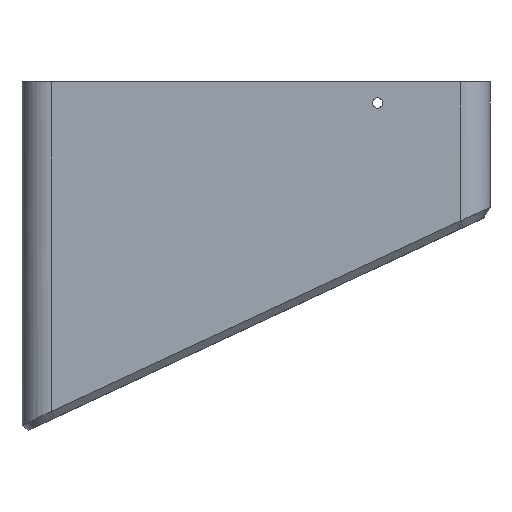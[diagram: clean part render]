
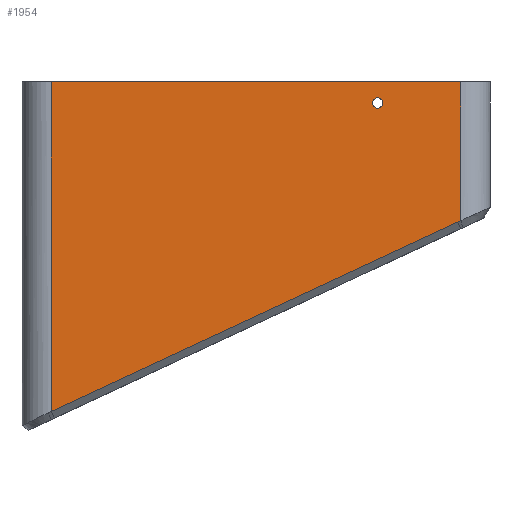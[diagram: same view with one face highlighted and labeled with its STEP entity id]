
A CAD part, left-side view. The second image highlights one B-rep face of the part: STEP entity #1954.
In plain terms, the highlighted planar face has unit normal (-1, 0, 0).
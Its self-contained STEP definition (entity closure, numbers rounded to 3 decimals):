
#75=FACE_BOUND('',#380,.T.);
#118=CIRCLE('',#2060,0.7);
#258=FACE_OUTER_BOUND('',#379,.T.);
#379=EDGE_LOOP('',(#1795,#1796,#1797,#1798,#1799));
#380=EDGE_LOOP('',(#1800));
#432=LINE('',#3125,#597);
#447=LINE('',#3210,#612);
#489=LINE('',#3390,#654);
#556=LINE('',#3690,#721);
#597=VECTOR('',#2243,10.);
#612=VECTOR('',#2278,10.);
#654=VECTOR('',#2402,10.);
#721=VECTOR('',#2653,10.);
#741=B_SPLINE_CURVE_WITH_KNOTS('',3,(#3142,#3143,#3144,#3145),
 .UNSPECIFIED.,.F.,.F.,(4,4),(1.465,1.571),
 .UNSPECIFIED.);
#815=VERTEX_POINT('',#3092);
#816=VERTEX_POINT('',#3121);
#817=VERTEX_POINT('',#3123);
#837=VERTEX_POINT('',#3209);
#874=VERTEX_POINT('',#3388);
#881=VERTEX_POINT('',#3413);
#1022=EDGE_CURVE('',#817,#816,#432,.T.);
#1023=EDGE_CURVE('',#815,#817,#741,.T.);
#1046=EDGE_CURVE('',#816,#837,#447,.T.);
#1110=EDGE_CURVE('',#815,#874,#489,.T.);
#1121=EDGE_CURVE('',#881,#881,#118,.T.);
#1230=EDGE_CURVE('',#837,#874,#556,.T.);
#1795=ORIENTED_EDGE('',*,*,#1023,.F.);
#1796=ORIENTED_EDGE('',*,*,#1110,.T.);
#1797=ORIENTED_EDGE('',*,*,#1230,.F.);
#1798=ORIENTED_EDGE('',*,*,#1046,.F.);
#1799=ORIENTED_EDGE('',*,*,#1022,.F.);
#1800=ORIENTED_EDGE('',*,*,#1121,.T.);
#1851=PLANE('',#2142);
#1954=ADVANCED_FACE('',(#258,#75),#1851,.T.);
#2060=AXIS2_PLACEMENT_3D('',#3414,#2430,#2431);
#2142=AXIS2_PLACEMENT_3D('',#3692,#2656,#2657);
#2243=DIRECTION('',(0.,0.906,-0.423));
#2278=DIRECTION('',(0.,0.,1.));
#2402=DIRECTION('',(0.,0.,1.));
#2430=DIRECTION('center_axis',(1.,0.,0.));
#2431=DIRECTION('ref_axis',(0.,-1.,0.));
#2653=DIRECTION('',(0.,-1.,0.));
#2656=DIRECTION('center_axis',(-1.,0.,0.));
#2657=DIRECTION('ref_axis',(0.,-1.,0.));
#3092=CARTESIAN_POINT('',(-53.72,4.,-18.897));
#3121=CARTESIAN_POINT('',(-53.72,59.75,-44.893));
#3123=CARTESIAN_POINT('',(-53.72,4.423,-19.094));
#3125=CARTESIAN_POINT('',(-53.72,57.194,-43.701));
#3142=CARTESIAN_POINT('Ctrl Pts',(-53.72,4.,-18.897));
#3143=CARTESIAN_POINT('Ctrl Pts',(-53.72,4.142,-18.963));
#3144=CARTESIAN_POINT('Ctrl Pts',(-53.72,4.282,-19.028));
#3145=CARTESIAN_POINT('Ctrl Pts',(-53.72,4.423,-19.094));
#3209=CARTESIAN_POINT('',(-53.72,59.75,0.));
#3210=CARTESIAN_POINT('',(-53.72,59.75,-20.));
#3388=CARTESIAN_POINT('',(-53.72,4.,0.));
#3390=CARTESIAN_POINT('',(-53.72,4.,-20.));
#3413=CARTESIAN_POINT('',(-53.72,16.002,-2.873));
#3414=CARTESIAN_POINT('Origin',(-53.72,15.302,-2.873));
#3690=CARTESIAN_POINT('',(-53.72,45.813,0.));
#3692=CARTESIAN_POINT('Origin',(-53.72,59.75,-20.));
